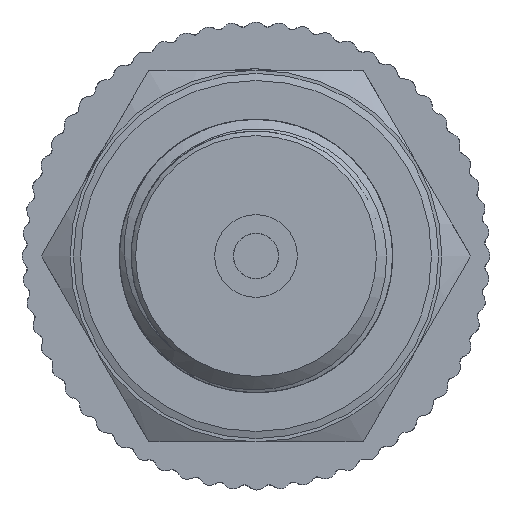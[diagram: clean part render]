
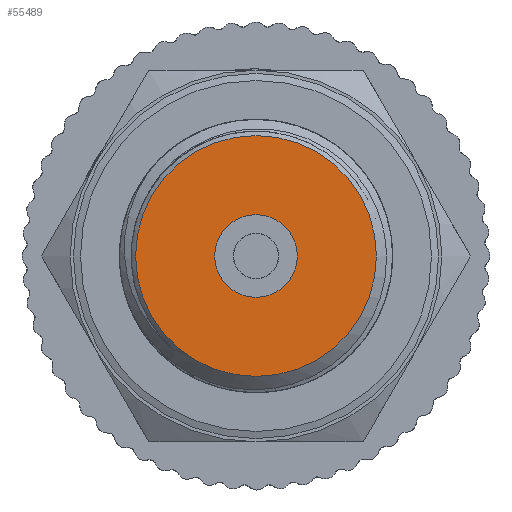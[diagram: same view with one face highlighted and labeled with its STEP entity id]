
A CAD part, left-side view. The second image highlights one B-rep face of the part: STEP entity #55489.
In plain terms, the highlighted conical face has half-angle 90 degrees and reference radius 5.875 mm.
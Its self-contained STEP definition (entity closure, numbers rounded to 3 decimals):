
#7654=CONICAL_SURFACE('',#58864,5.875,1.571);
#8263=FACE_OUTER_BOUND('',#11789,.T.);
#11789=EDGE_LOOP('',(#38586,#38587,#38588,#38589));
#15414=CIRCLE('',#58863,3.);
#15415=CIRCLE('',#58865,8.75);
#17594=LINE('',#98454,#20015);
#20015=VECTOR('',#66950,5.875);
#22740=VERTEX_POINT('',#98449);
#22741=VERTEX_POINT('',#98453);
#28838=EDGE_CURVE('',#22740,#22740,#15414,.T.);
#28840=EDGE_CURVE('',#22740,#22741,#17594,.T.);
#28841=EDGE_CURVE('',#22741,#22741,#15415,.T.);
#38586=ORIENTED_EDGE('',*,*,#28838,.T.);
#38587=ORIENTED_EDGE('',*,*,#28840,.T.);
#38588=ORIENTED_EDGE('',*,*,#28841,.F.);
#38589=ORIENTED_EDGE('',*,*,#28840,.F.);
#55489=ADVANCED_FACE('',(#8263),#7654,.F.);
#58863=AXIS2_PLACEMENT_3D('',#98450,#66945,#66946);
#58864=AXIS2_PLACEMENT_3D('',#98452,#66948,#66949);
#58865=AXIS2_PLACEMENT_3D('',#98455,#66951,#66952);
#66945=DIRECTION('center_axis',(1.,0.,0.));
#66946=DIRECTION('ref_axis',(0.,0.,-1.));
#66948=DIRECTION('center_axis',(-1.,0.,0.));
#66949=DIRECTION('ref_axis',(0.,1.,0.));
#66950=DIRECTION('',(0.,-1.,0.));
#66951=DIRECTION('center_axis',(1.,0.,0.));
#66952=DIRECTION('ref_axis',(0.,0.,-1.));
#98449=CARTESIAN_POINT('',(-67.,-3.,0.));
#98450=CARTESIAN_POINT('Origin',(-67.,0.,0.));
#98452=CARTESIAN_POINT('Origin',(-67.,0.,0.));
#98453=CARTESIAN_POINT('',(-67.,-8.75,0.));
#98454=CARTESIAN_POINT('',(-67.,-5.875,0.));
#98455=CARTESIAN_POINT('Origin',(-67.,0.,0.));
